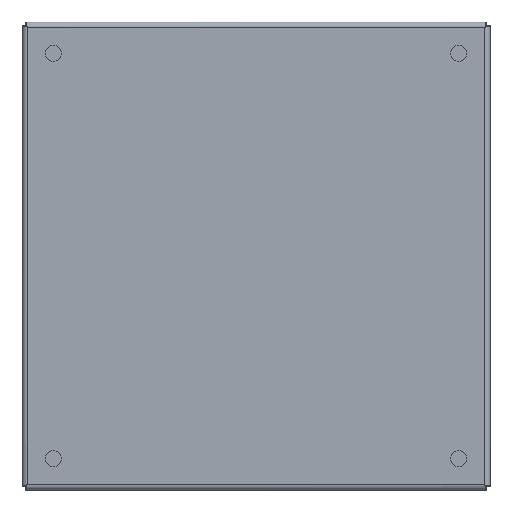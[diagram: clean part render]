
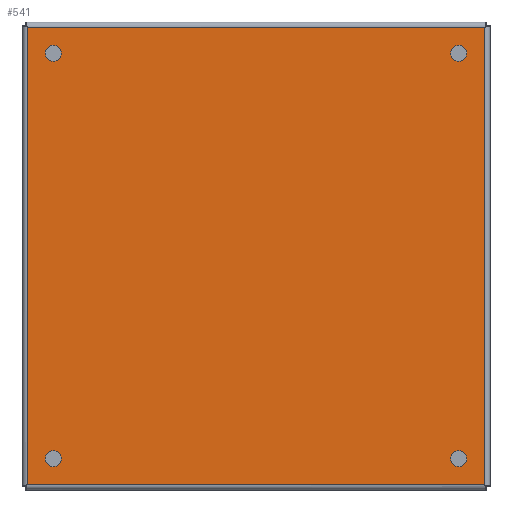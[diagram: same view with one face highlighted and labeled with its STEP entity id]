
A CAD part, front view. The second image highlights one B-rep face of the part: STEP entity #541.
In plain terms, the highlighted planar face has unit normal (0, -1, 0).
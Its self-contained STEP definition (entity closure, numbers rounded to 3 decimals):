
#541 = ADVANCED_FACE( '', ( #1165, #1166, #1167, #1168, #1169 ), #1170, .T. );
#1165 = FACE_BOUND( '', #1991, .T. );
#1166 = FACE_BOUND( '', #1992, .T. );
#1167 = FACE_BOUND( '', #1993, .T. );
#1168 = FACE_BOUND( '', #1994, .T. );
#1169 = FACE_OUTER_BOUND( '', #1995, .T. );
#1170 = PLANE( '', #1996 );
#1991 = EDGE_LOOP( '', ( #3406 ) );
#1992 = EDGE_LOOP( '', ( #3407 ) );
#1993 = EDGE_LOOP( '', ( #3408 ) );
#1994 = EDGE_LOOP( '', ( #3409 ) );
#1995 = EDGE_LOOP( '', ( #3410, #3411, #3412, #3413 ) );
#1996 = AXIS2_PLACEMENT_3D( '', #3414, #3415, #3416 );
#3406 = ORIENTED_EDGE( '', *, *, #4859, .T. );
#3407 = ORIENTED_EDGE( '', *, *, #4860, .T. );
#3408 = ORIENTED_EDGE( '', *, *, #4861, .T. );
#3409 = ORIENTED_EDGE( '', *, *, #4581, .T. );
#3410 = ORIENTED_EDGE( '', *, *, #4862, .T. );
#3411 = ORIENTED_EDGE( '', *, *, #4863, .F. );
#3412 = ORIENTED_EDGE( '', *, *, #4707, .F. );
#3413 = ORIENTED_EDGE( '', *, *, #4842, .F. );
#3414 = CARTESIAN_POINT( '', ( 0., 0., 0. ) );
#3415 = DIRECTION( '', ( 0., -1., 0. ) );
#3416 = DIRECTION( '', ( 0., 0., -1. ) );
#4581 = EDGE_CURVE( '', #5387, #5387, #5388, .T. );
#4707 = EDGE_CURVE( '', #5597, #5599, #5600, .T. );
#4842 = EDGE_CURVE( '', #5793, #5597, #5795, .T. );
#4859 = EDGE_CURVE( '', #5816, #5816, #5817, .T. );
#4860 = EDGE_CURVE( '', #5818, #5818, #5819, .T. );
#4861 = EDGE_CURVE( '', #5820, #5820, #5821, .T. );
#4862 = EDGE_CURVE( '', #5793, #5520, #5822, .T. );
#4863 = EDGE_CURVE( '', #5599, #5520, #5823, .T. );
#5387 = VERTEX_POINT( '', #6559 );
#5388 = CIRCLE( '', #6560, 3.683 );
#5520 = VERTEX_POINT( '', #6754 );
#5597 = VERTEX_POINT( '', #6891 );
#5599 = VERTEX_POINT( '', #6902 );
#5600 = LINE( '', #6903, #6904 );
#5793 = VERTEX_POINT( '', #7255 );
#5795 = LINE( '', #7266, #7267 );
#5816 = VERTEX_POINT( '', #7304 );
#5817 = CIRCLE( '', #7305, 3.683 );
#5818 = VERTEX_POINT( '', #7306 );
#5819 = CIRCLE( '', #7307, 3.683 );
#5820 = VERTEX_POINT( '', #7308 );
#5821 = CIRCLE( '', #7309, 3.683 );
#5822 = LINE( '', #7310, #7311 );
#5823 = LINE( '', #7312, #7313 );
#6559 = CARTESIAN_POINT( '', ( -88.392, 0., -92.075 ) );
#6560 = AXIS2_PLACEMENT_3D( '', #8038, #8039, #8040 );
#6754 = CARTESIAN_POINT( '', ( -103.962, 0., 103.962 ) );
#6891 = CARTESIAN_POINT( '', ( 103.962, 0., -103.962 ) );
#6902 = CARTESIAN_POINT( '', ( -103.962, 0., -103.962 ) );
#6903 = CARTESIAN_POINT( '', ( 103.962, 0., -103.962 ) );
#6904 = VECTOR( '', #8186, 1000. );
#7255 = CARTESIAN_POINT( '', ( 103.962, 0., 103.962 ) );
#7266 = CARTESIAN_POINT( '', ( 103.962, 0., 103.962 ) );
#7267 = VECTOR( '', #8318, 1000. );
#7304 = CARTESIAN_POINT( '', ( 95.758, 0., 92.075 ) );
#7305 = AXIS2_PLACEMENT_3D( '', #8335, #8336, #8337 );
#7306 = CARTESIAN_POINT( '', ( 95.758, 0., -92.075 ) );
#7307 = AXIS2_PLACEMENT_3D( '', #8338, #8339, #8340 );
#7308 = CARTESIAN_POINT( '', ( -88.392, 0., 92.075 ) );
#7309 = AXIS2_PLACEMENT_3D( '', #8341, #8342, #8343 );
#7310 = CARTESIAN_POINT( '', ( -103.962, 0., 103.962 ) );
#7311 = VECTOR( '', #8344, 1000. );
#7312 = CARTESIAN_POINT( '', ( -103.962, 0., -103.962 ) );
#7313 = VECTOR( '', #8345, 1000. );
#8038 = CARTESIAN_POINT( '', ( -92.075, 0., -92.075 ) );
#8039 = DIRECTION( '', ( 0., 1., 0. ) );
#8040 = DIRECTION( '', ( 1., 0., 0. ) );
#8186 = DIRECTION( '', ( -1., 0., 0. ) );
#8318 = DIRECTION( '', ( 0., 0., -1. ) );
#8335 = CARTESIAN_POINT( '', ( 92.075, 0., 92.075 ) );
#8336 = DIRECTION( '', ( 0., 1., 0. ) );
#8337 = DIRECTION( '', ( 1., 0., 0. ) );
#8338 = CARTESIAN_POINT( '', ( 92.075, 0., -92.075 ) );
#8339 = DIRECTION( '', ( 0., 1., 0. ) );
#8340 = DIRECTION( '', ( 1., 0., 0. ) );
#8341 = CARTESIAN_POINT( '', ( -92.075, 0., 92.075 ) );
#8342 = DIRECTION( '', ( 0., 1., 0. ) );
#8343 = DIRECTION( '', ( 1., 0., 0. ) );
#8344 = DIRECTION( '', ( -1., 0., 0. ) );
#8345 = DIRECTION( '', ( 0., 0., 1. ) );
